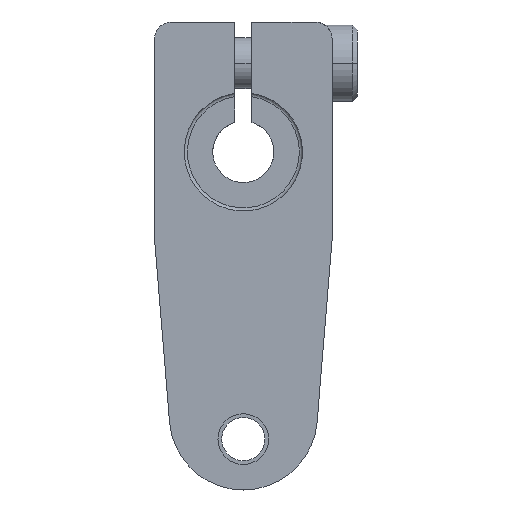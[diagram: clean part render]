
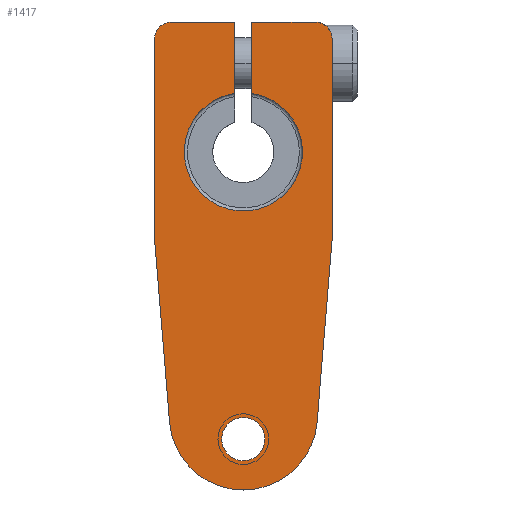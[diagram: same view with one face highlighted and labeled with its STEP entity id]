
A CAD part, front view. The second image highlights one B-rep face of the part: STEP entity #1417.
In plain terms, the highlighted planar face has unit normal (0, -1, 0).
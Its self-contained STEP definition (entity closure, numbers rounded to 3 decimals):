
#114=DIRECTION('',(0.,0.,-1.));
#115=VECTOR('',#114,16.894);
#116=CARTESIAN_POINT('',(2.,0.,30.75));
#117=LINE('',#116,#115);
#122=DIRECTION('',(1.,0.,0.));
#123=VECTOR('',#122,15.);
#124=CARTESIAN_POINT('',(2.,0.,30.75));
#125=LINE('',#124,#123);
#129=CARTESIAN_POINT('',(17.,0.,26.75));
#130=DIRECTION('',(0.,-1.,0.));
#131=DIRECTION('',(1.,0.,0.));
#132=AXIS2_PLACEMENT_3D('',#129,#130,#131);
#137=DIRECTION('',(0.,0.,-1.));
#138=VECTOR('',#137,47.75);
#139=CARTESIAN_POINT('',(21.,0.,26.75));
#140=LINE('',#139,#138);
#144=DIRECTION('',(-0.082,0.,-0.997));
#145=VECTOR('',#144,43.103);
#146=CARTESIAN_POINT('',(21.,0.,-21.));
#147=LINE('',#146,#145);
#151=CARTESIAN_POINT('',(0.,0.,-62.522));
#152=DIRECTION('',(0.,1.,0.));
#153=DIRECTION('',(0.997,0.,-0.082));
#154=AXIS2_PLACEMENT_3D('',#151,#152,#153);
#159=DIRECTION('',(-0.082,0.,0.997));
#160=VECTOR('',#159,43.103);
#161=CARTESIAN_POINT('',(-17.469,0.,-63.958));
#162=LINE('',#161,#160);
#166=DIRECTION('',(0.,0.,1.));
#167=VECTOR('',#166,47.75);
#168=CARTESIAN_POINT('',(-21.,0.,-21.));
#169=LINE('',#168,#167);
#173=CARTESIAN_POINT('',(-17.,0.,26.75));
#174=DIRECTION('',(0.,-1.,0.));
#175=DIRECTION('',(0.,0.,1.));
#176=AXIS2_PLACEMENT_3D('',#173,#174,#175);
#181=DIRECTION('',(1.,0.,0.));
#182=VECTOR('',#181,15.);
#183=CARTESIAN_POINT('',(-17.,0.,30.75));
#184=LINE('',#183,#182);
#188=DIRECTION('',(0.,0.,-1.));
#189=VECTOR('',#188,16.894);
#190=CARTESIAN_POINT('',(-2.,0.,30.75));
#191=LINE('',#190,#189);
#195=CARTESIAN_POINT('',(0.,0.,-68.));
#196=DIRECTION('',(0.,-1.,0.));
#197=DIRECTION('',(-1.,0.,0.));
#198=AXIS2_PLACEMENT_3D('',#195,#196,#197);
#203=CARTESIAN_POINT('',(0.,0.,-68.));
#204=DIRECTION('',(0.,-1.,0.));
#205=DIRECTION('',(1.,0.,0.));
#206=AXIS2_PLACEMENT_3D('',#203,#204,#205);
#1117=CARTESIAN_POINT('',(0.,0.,0.));
#1118=DIRECTION('',(0.,1.,0.));
#1119=DIRECTION('',(0.143,0.,0.99));
#1120=AXIS2_PLACEMENT_3D('',#1117,#1118,#1119);
#1203=CARTESIAN_POINT('',(21.,0.,26.75));
#1204=CARTESIAN_POINT('',(17.,0.,30.75));
#1205=VERTEX_POINT('',#1203);
#1206=VERTEX_POINT('',#1204);
#1207=CARTESIAN_POINT('',(-17.,0.,30.75));
#1208=CARTESIAN_POINT('',(-21.,0.,26.75));
#1209=VERTEX_POINT('',#1207);
#1210=VERTEX_POINT('',#1208);
#1211=CARTESIAN_POINT('',(21.,0.,-21.));
#1212=VERTEX_POINT('',#1211);
#1213=CARTESIAN_POINT('',(-21.,0.,-21.));
#1214=VERTEX_POINT('',#1213);
#1231=CARTESIAN_POINT('',(-5.125,0.,-68.));
#1232=CARTESIAN_POINT('',(5.125,0.,-68.));
#1233=VERTEX_POINT('',#1231);
#1234=VERTEX_POINT('',#1232);
#1275=CARTESIAN_POINT('',(17.469,0.,-63.958));
#1276=VERTEX_POINT('',#1275);
#1277=CARTESIAN_POINT('',(-17.469,0.,-63.958));
#1278=VERTEX_POINT('',#1277);
#1280=CARTESIAN_POINT('',(2.,0.,30.75));
#1281=CARTESIAN_POINT('',(2.,0.,13.856));
#1282=VERTEX_POINT('',#1280);
#1283=VERTEX_POINT('',#1281);
#1284=CARTESIAN_POINT('',(-2.,0.,30.75));
#1285=CARTESIAN_POINT('',(-2.,0.,13.856));
#1286=VERTEX_POINT('',#1284);
#1287=VERTEX_POINT('',#1285);
#1380=CARTESIAN_POINT('',(0.,0.,0.));
#1381=DIRECTION('',(0.,1.,0.));
#1382=DIRECTION('',(0.,0.,-1.));
#1383=AXIS2_PLACEMENT_3D('',#1380,#1381,#1382);
#1384=PLANE('',#1383);
#1386=ORIENTED_EDGE('',*,*,#1385,.F.);
#1388=ORIENTED_EDGE('',*,*,#1387,.T.);
#1390=ORIENTED_EDGE('',*,*,#1389,.F.);
#1392=ORIENTED_EDGE('',*,*,#1391,.T.);
#1394=ORIENTED_EDGE('',*,*,#1393,.T.);
#1396=ORIENTED_EDGE('',*,*,#1395,.T.);
#1398=ORIENTED_EDGE('',*,*,#1397,.T.);
#1400=ORIENTED_EDGE('',*,*,#1399,.T.);
#1402=ORIENTED_EDGE('',*,*,#1401,.F.);
#1404=ORIENTED_EDGE('',*,*,#1403,.T.);
#1406=ORIENTED_EDGE('',*,*,#1405,.T.);
#1408=ORIENTED_EDGE('',*,*,#1407,.F.);
#1409=EDGE_LOOP('',(#1386,#1388,#1390,#1392,#1394,#1396,#1398,#1400,#1402,#1404,
#1406,#1408));
#1410=FACE_OUTER_BOUND('',#1409,.F.);
#1412=ORIENTED_EDGE('',*,*,#1411,.T.);
#1414=ORIENTED_EDGE('',*,*,#1413,.T.);
#1415=EDGE_LOOP('',(#1412,#1414));
#1416=FACE_BOUND('',#1415,.F.);
#1417=ADVANCED_FACE('',(#1410,#1416),#1384,.F.);
#133=CIRCLE('',#132,4.);
#155=CIRCLE('',#154,17.528);
#177=CIRCLE('',#176,4.);
#199=CIRCLE('',#198,5.125);
#207=CIRCLE('',#206,5.125);
#1121=CIRCLE('',#1120,14.);
#1385=EDGE_CURVE('',#1282,#1283,#117,.T.);
#1387=EDGE_CURVE('',#1282,#1206,#125,.T.);
#1389=EDGE_CURVE('',#1205,#1206,#133,.T.);
#1391=EDGE_CURVE('',#1205,#1212,#140,.T.);
#1393=EDGE_CURVE('',#1212,#1276,#147,.T.);
#1395=EDGE_CURVE('',#1276,#1278,#155,.T.);
#1397=EDGE_CURVE('',#1278,#1214,#162,.T.);
#1399=EDGE_CURVE('',#1214,#1210,#169,.T.);
#1401=EDGE_CURVE('',#1209,#1210,#177,.T.);
#1403=EDGE_CURVE('',#1209,#1286,#184,.T.);
#1405=EDGE_CURVE('',#1286,#1287,#191,.T.);
#1407=EDGE_CURVE('',#1283,#1287,#1121,.T.);
#1411=EDGE_CURVE('',#1233,#1234,#199,.T.);
#1413=EDGE_CURVE('',#1234,#1233,#207,.T.);
